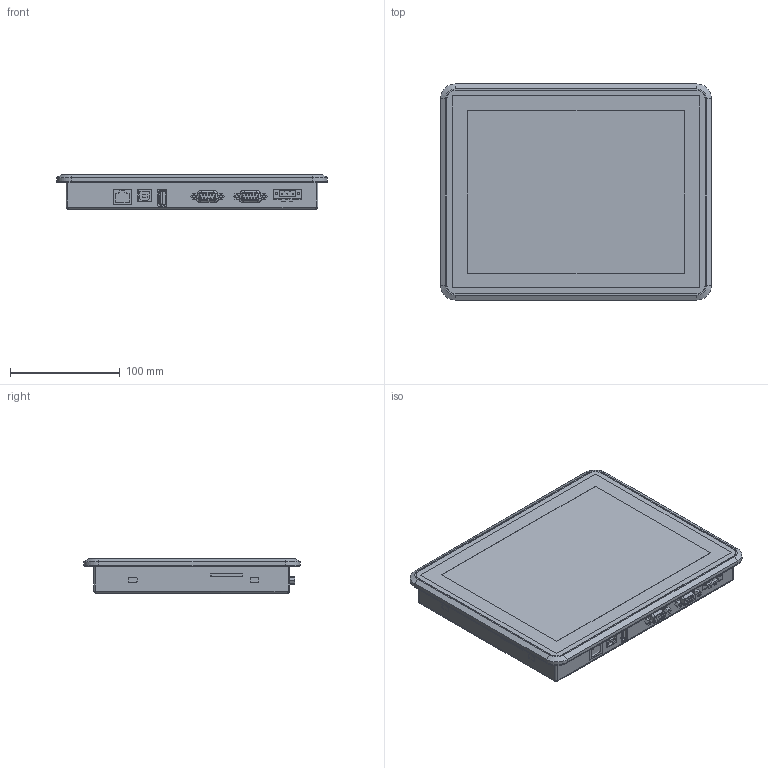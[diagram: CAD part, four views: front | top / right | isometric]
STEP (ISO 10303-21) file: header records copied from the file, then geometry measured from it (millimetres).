
FILE_DESCRIPTION (( 'STEP AP214' ), '1' );
FILE_NAME ('ETÑ-A8TS-HSSE-P-097_Ïàíåëü îïåðàòîðà åìêîñòíàÿ ETÑ 9,7” ìåòàëëè÷åñêèé êîðïóñ ONI.STEP', '2018-09-25T14:02:08', ( '' ), ( '' ), 'SwSTEP 2.0', 'SolidWorks 2014', '' );
FILE_SCHEMA (( 'AUTOMOTIVE_DESIGN' ));
Length unit declared in the file: millimetre
Products named in the file (1): ETÑ-A8TS-HSSE-P-097_Ïàíåëü îïåðàòîðà åìêîñòíàÿ ETÑ 9,7” ìåòàëëè÷åñêèé êîðïóñ ONI
Bounding box: 247 x 197 x 31.23 mm (x, y, z)
Surface area: 325846.7 mm2 (no closed solid volume)
Topology: 0 solids, 22 shells, 416 faces, 1469 edges, 1071 vertices
Faces by surface type: plane 205, cylinder 187, bspline 20, cone 4
Entity records: 21784 total; most frequent: CARTESIAN_POINT 4827, DIRECTION 2573, ORIENTED_EDGE 2275, EDGE_CURVE 1469, VERTEX_POINT 1071, VECTOR 959, LINE 959, AXIS2_PLACEMENT_3D 807
